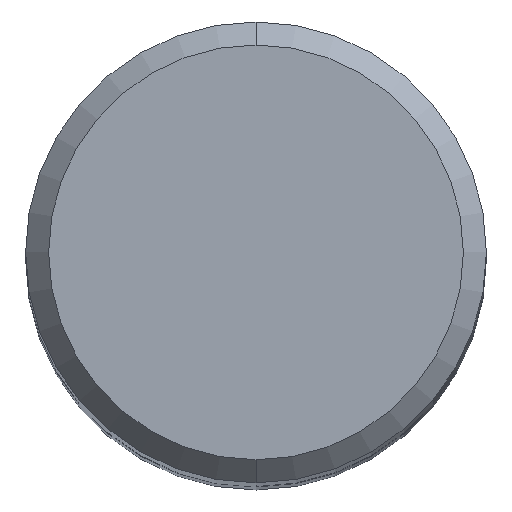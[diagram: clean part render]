
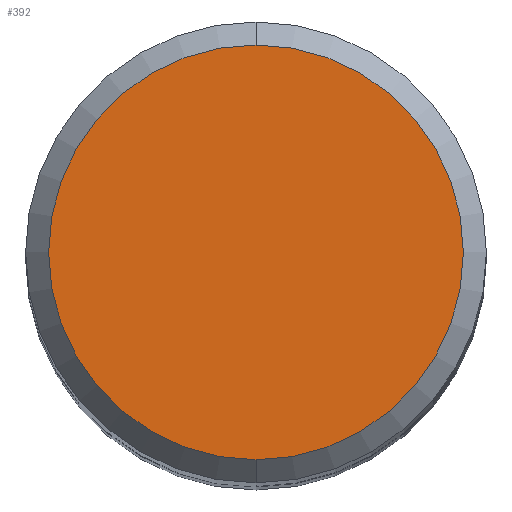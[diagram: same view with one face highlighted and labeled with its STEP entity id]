
A CAD part, top view. The second image highlights one B-rep face of the part: STEP entity #392.
In plain terms, the highlighted planar face has unit normal (0, 0, 1).
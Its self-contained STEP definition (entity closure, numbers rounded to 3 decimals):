
#180=EDGE_CURVE('',#186,#248,#476,.T.);
#186=VERTEX_POINT('',#482);
#248=VERTEX_POINT('',#553);
#308=EDGE_CURVE('',#248,#186,#618,.T.);
#392=ADVANCED_FACE('',(#710),#711,.T.);
#476=CIRCLE('',#807,5.4);
#482=CARTESIAN_POINT('',(0.0,5.4,0.0));
#553=CARTESIAN_POINT('',(0.,-5.4,0.0));
#618=CIRCLE('',#1101,5.4);
#710=FACE_OUTER_BOUND('',#1286,.T.);
#711=PLANE('',#1287);
#807=AXIS2_PLACEMENT_3D('',#1470,#1471,#1472);
#1101=AXIS2_PLACEMENT_3D('',#1623,#1624,#1625);
#1286=EDGE_LOOP('',(#1750,#1751));
#1287=AXIS2_PLACEMENT_3D('',#1752,#1753,#1754);
#1470=CARTESIAN_POINT('',(0.0,0.0,0.0));
#1471=DIRECTION('',(0.0,0.0,-1.0));
#1472=DIRECTION('',(0.0,1.0,0.0));
#1623=CARTESIAN_POINT('',(0.0,0.0,0.0));
#1624=DIRECTION('',(0.0,0.0,-1.0));
#1625=DIRECTION('',(0.0,1.0,0.0));
#1750=ORIENTED_EDGE('',*,*,#180,.F.);
#1751=ORIENTED_EDGE('',*,*,#308,.F.);
#1752=CARTESIAN_POINT('',(0.0,2.7,0.0));
#1753=DIRECTION('',(-0.0,0.0,1.0));
#1754=DIRECTION('',(0.0,-1.0,0.0));
